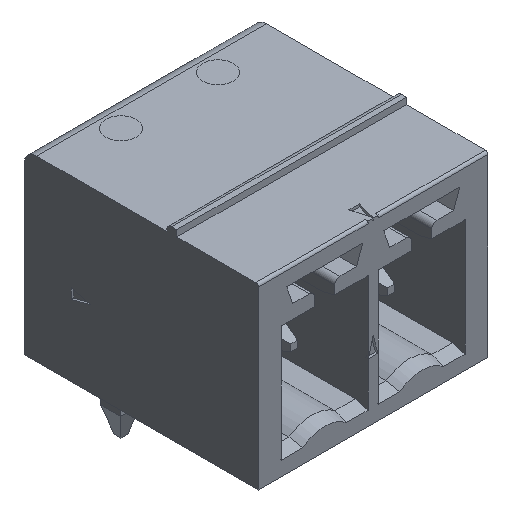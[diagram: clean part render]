
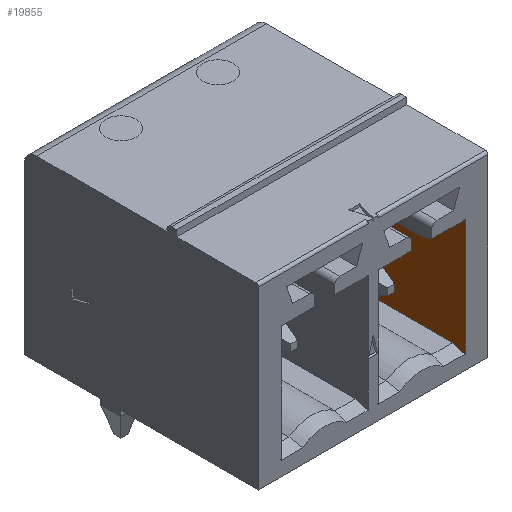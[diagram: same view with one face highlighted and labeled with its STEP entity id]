
A CAD part, isometric view. The second image highlights one B-rep face of the part: STEP entity #19855.
In plain terms, the highlighted planar face has unit normal (-1, 0, 0).
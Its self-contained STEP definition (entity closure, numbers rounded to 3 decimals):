
#249 = PLANE('',#250);
#250 = AXIS2_PLACEMENT_3D('',#251,#252,#253);
#251 = CARTESIAN_POINT('',(-1.905,-8.,0.27));
#252 = DIRECTION('',(0.,1.,0.));
#253 = DIRECTION('',(0.,0.,1.));
#677 = VERTEX_POINT('',#678);
#678 = CARTESIAN_POINT('',(3.61,-8.,5.154));
#692 = PLANE('',#693);
#693 = AXIS2_PLACEMENT_3D('',#694,#695,#696);
#694 = CARTESIAN_POINT('',(1.905,-7.5,5.02));
#695 = DIRECTION('',(0.,0.259,0.966));
#696 = DIRECTION('',(0.,-0.966,0.259)
  );
#704 = EDGE_CURVE('',#705,#677,#707,.T.);
#705 = VERTEX_POINT('',#706);
#706 = CARTESIAN_POINT('',(3.61,-8.,0.586));
#707 = SURFACE_CURVE('',#708,(#712,#719),.PCURVE_S1.);
#708 = LINE('',#709,#710);
#709 = CARTESIAN_POINT('',(3.61,-8.,0.02));
#710 = VECTOR('',#711,1.);
#711 = DIRECTION('',(0.,0.,1.));
#712 = PCURVE('',#249,#713);
#713 = DEFINITIONAL_REPRESENTATION('',(#714),#718);
#714 = LINE('',#715,#716);
#715 = CARTESIAN_POINT('',(-0.25,5.515));
#716 = VECTOR('',#717,1.);
#717 = DIRECTION('',(1.,0.));
#718 = ( GEOMETRIC_REPRESENTATION_CONTEXT(2) 
PARAMETRIC_REPRESENTATION_CONTEXT() REPRESENTATION_CONTEXT('2D SPACE',''
  ) );
#719 = PCURVE('',#720,#725);
#720 = PLANE('',#721);
#721 = AXIS2_PLACEMENT_3D('',#722,#723,#724);
#722 = CARTESIAN_POINT('',(3.61,1.2,0.02));
#723 = DIRECTION('',(-1.,0.,0.));
#724 = DIRECTION('',(0.,-1.,0.));
#725 = DEFINITIONAL_REPRESENTATION('',(#726),#730);
#726 = LINE('',#727,#728);
#727 = CARTESIAN_POINT('',(9.2,0.));
#728 = VECTOR('',#729,1.);
#729 = DIRECTION('',(0.,1.));
#730 = ( GEOMETRIC_REPRESENTATION_CONTEXT(2) 
PARAMETRIC_REPRESENTATION_CONTEXT() REPRESENTATION_CONTEXT('2D SPACE',''
  ) );
#746 = PLANE('',#747);
#747 = AXIS2_PLACEMENT_3D('',#748,#749,#750);
#748 = CARTESIAN_POINT('',(1.905,-8.488,0.455));
#749 = DIRECTION('',(0.,0.259,-0.966)
  );
#750 = DIRECTION('',(0.,0.966,0.259));
#18860 = PLANE('',#18861);
#18861 = AXIS2_PLACEMENT_3D('',#18862,#18863,#18864);
#18862 = CARTESIAN_POINT('',(1.905,-1.4,2.22));
#18863 = DIRECTION('',(0.,1.,0.));
#18864 = DIRECTION('',(0.,0.,1.));
#19587 = VERTEX_POINT('',#19588);
#19588 = CARTESIAN_POINT('',(3.61,-1.4,0.72));
#19602 = PLANE('',#19603);
#19603 = AXIS2_PLACEMENT_3D('',#19604,#19605,#19606);
#19604 = CARTESIAN_POINT('',(1.905,-7.5,0.72));
#19605 = DIRECTION('',(0.,0.,-1.));
#19606 = DIRECTION('',(0.,1.,0.));
#19614 = EDGE_CURVE('',#19615,#19587,#19617,.T.);
#19615 = VERTEX_POINT('',#19616);
#19616 = CARTESIAN_POINT('',(3.61,-1.4,5.02));
#19617 = SURFACE_CURVE('',#19618,(#19622,#19629),.PCURVE_S1.);
#19618 = LINE('',#19619,#19620);
#19619 = CARTESIAN_POINT('',(3.61,-1.4,2.22));
#19620 = VECTOR('',#19621,1.);
#19621 = DIRECTION('',(0.,0.,-1.));
#19622 = PCURVE('',#18860,#19623);
#19623 = DEFINITIONAL_REPRESENTATION('',(#19624),#19628);
#19624 = LINE('',#19625,#19626);
#19625 = CARTESIAN_POINT('',(0.,1.705));
#19626 = VECTOR('',#19627,1.);
#19627 = DIRECTION('',(-1.,-0.));
#19628 = ( GEOMETRIC_REPRESENTATION_CONTEXT(2) 
PARAMETRIC_REPRESENTATION_CONTEXT() REPRESENTATION_CONTEXT('2D SPACE',''
  ) );
#19629 = PCURVE('',#720,#19630);
#19630 = DEFINITIONAL_REPRESENTATION('',(#19631),#19635);
#19631 = LINE('',#19632,#19633);
#19632 = CARTESIAN_POINT('',(2.6,2.2));
#19633 = VECTOR('',#19634,1.);
#19634 = DIRECTION('',(0.,-1.));
#19635 = ( GEOMETRIC_REPRESENTATION_CONTEXT(2) 
PARAMETRIC_REPRESENTATION_CONTEXT() REPRESENTATION_CONTEXT('2D SPACE',''
  ) );
#19653 = PLANE('',#19654);
#19654 = AXIS2_PLACEMENT_3D('',#19655,#19656,#19657);
#19655 = CARTESIAN_POINT('',(1.905,-1.4,5.02));
#19656 = DIRECTION('',(0.,0.,1.));
#19657 = DIRECTION('',(0.,-1.,0.));
#19813 = VERTEX_POINT('',#19814);
#19814 = CARTESIAN_POINT('',(3.61,-7.5,5.02));
#19835 = EDGE_CURVE('',#677,#19813,#19836,.T.);
#19836 = SURFACE_CURVE('',#19837,(#19841,#19848),.PCURVE_S1.);
#19837 = LINE('',#19838,#19839);
#19838 = CARTESIAN_POINT('',(3.61,-8.,5.154));
#19839 = VECTOR('',#19840,1.);
#19840 = DIRECTION('',(0.,0.966,-0.259
    ));
#19841 = PCURVE('',#692,#19842);
#19842 = DEFINITIONAL_REPRESENTATION('',(#19843),#19847);
#19843 = LINE('',#19844,#19845);
#19844 = CARTESIAN_POINT('',(0.518,1.705));
#19845 = VECTOR('',#19846,1.);
#19846 = DIRECTION('',(-1.,-0.));
#19847 = ( GEOMETRIC_REPRESENTATION_CONTEXT(2) 
PARAMETRIC_REPRESENTATION_CONTEXT() REPRESENTATION_CONTEXT('2D SPACE',''
  ) );
#19848 = PCURVE('',#720,#19849);
#19849 = DEFINITIONAL_REPRESENTATION('',(#19850),#19854);
#19850 = LINE('',#19851,#19852);
#19851 = CARTESIAN_POINT('',(9.2,5.134));
#19852 = VECTOR('',#19853,1.);
#19853 = DIRECTION('',(-0.966,-0.259));
#19854 = ( GEOMETRIC_REPRESENTATION_CONTEXT(2) 
PARAMETRIC_REPRESENTATION_CONTEXT() REPRESENTATION_CONTEXT('2D SPACE',''
  ) );
#19855 = ADVANCED_FACE('',(#19856),#720,.T.);
#19856 = FACE_BOUND('',#19857,.T.);
#19857 = EDGE_LOOP('',(#19858,#19859,#19860,#19881,#19882,#19905));
#19858 = ORIENTED_EDGE('',*,*,#704,.T.);
#19859 = ORIENTED_EDGE('',*,*,#19835,.T.);
#19860 = ORIENTED_EDGE('',*,*,#19861,.T.);
#19861 = EDGE_CURVE('',#19813,#19615,#19862,.T.);
#19862 = SURFACE_CURVE('',#19863,(#19867,#19874),.PCURVE_S1.);
#19863 = LINE('',#19864,#19865);
#19864 = CARTESIAN_POINT('',(3.61,1.2,5.02));
#19865 = VECTOR('',#19866,1.);
#19866 = DIRECTION('',(0.,1.,0.));
#19867 = PCURVE('',#720,#19868);
#19868 = DEFINITIONAL_REPRESENTATION('',(#19869),#19873);
#19869 = LINE('',#19870,#19871);
#19870 = CARTESIAN_POINT('',(0.,5.));
#19871 = VECTOR('',#19872,1.);
#19872 = DIRECTION('',(-1.,0.));
#19873 = ( GEOMETRIC_REPRESENTATION_CONTEXT(2) 
PARAMETRIC_REPRESENTATION_CONTEXT() REPRESENTATION_CONTEXT('2D SPACE',''
  ) );
#19874 = PCURVE('',#19653,#19875);
#19875 = DEFINITIONAL_REPRESENTATION('',(#19876),#19880);
#19876 = LINE('',#19877,#19878);
#19877 = CARTESIAN_POINT('',(-2.6,1.705));
#19878 = VECTOR('',#19879,1.);
#19879 = DIRECTION('',(-1.,0.));
#19880 = ( GEOMETRIC_REPRESENTATION_CONTEXT(2) 
PARAMETRIC_REPRESENTATION_CONTEXT() REPRESENTATION_CONTEXT('2D SPACE',''
  ) );
#19881 = ORIENTED_EDGE('',*,*,#19614,.T.);
#19882 = ORIENTED_EDGE('',*,*,#19883,.T.);
#19883 = EDGE_CURVE('',#19587,#19884,#19886,.T.);
#19884 = VERTEX_POINT('',#19885);
#19885 = CARTESIAN_POINT('',(3.61,-7.5,0.72));
#19886 = SURFACE_CURVE('',#19887,(#19891,#19898),.PCURVE_S1.);
#19887 = LINE('',#19888,#19889);
#19888 = CARTESIAN_POINT('',(3.61,-1.4,0.72));
#19889 = VECTOR('',#19890,1.);
#19890 = DIRECTION('',(0.,-1.,0.));
#19891 = PCURVE('',#720,#19892);
#19892 = DEFINITIONAL_REPRESENTATION('',(#19893),#19897);
#19893 = LINE('',#19894,#19895);
#19894 = CARTESIAN_POINT('',(2.6,0.7));
#19895 = VECTOR('',#19896,1.);
#19896 = DIRECTION('',(1.,0.));
#19897 = ( GEOMETRIC_REPRESENTATION_CONTEXT(2) 
PARAMETRIC_REPRESENTATION_CONTEXT() REPRESENTATION_CONTEXT('2D SPACE',''
  ) );
#19898 = PCURVE('',#19602,#19899);
#19899 = DEFINITIONAL_REPRESENTATION('',(#19900),#19904);
#19900 = LINE('',#19901,#19902);
#19901 = CARTESIAN_POINT('',(6.1,1.705));
#19902 = VECTOR('',#19903,1.);
#19903 = DIRECTION('',(-1.,0.));
#19904 = ( GEOMETRIC_REPRESENTATION_CONTEXT(2) 
PARAMETRIC_REPRESENTATION_CONTEXT() REPRESENTATION_CONTEXT('2D SPACE',''
  ) );
#19905 = ORIENTED_EDGE('',*,*,#19906,.F.);
#19906 = EDGE_CURVE('',#705,#19884,#19907,.T.);
#19907 = SURFACE_CURVE('',#19908,(#19912,#19919),.PCURVE_S1.);
#19908 = LINE('',#19909,#19910);
#19909 = CARTESIAN_POINT('',(3.61,1.2,3.051));
#19910 = VECTOR('',#19911,1.);
#19911 = DIRECTION('',(0.,0.966,0.259)
  );
#19912 = PCURVE('',#720,#19913);
#19913 = DEFINITIONAL_REPRESENTATION('',(#19914),#19918);
#19914 = LINE('',#19915,#19916);
#19915 = CARTESIAN_POINT('',(0.,3.031));
#19916 = VECTOR('',#19917,1.);
#19917 = DIRECTION('',(-0.966,0.259));
#19918 = ( GEOMETRIC_REPRESENTATION_CONTEXT(2) 
PARAMETRIC_REPRESENTATION_CONTEXT() REPRESENTATION_CONTEXT('2D SPACE',''
  ) );
#19919 = PCURVE('',#746,#19920);
#19920 = DEFINITIONAL_REPRESENTATION('',(#19921),#19925);
#19921 = LINE('',#19922,#19923);
#19922 = CARTESIAN_POINT('',(10.029,1.705));
#19923 = VECTOR('',#19924,1.);
#19924 = DIRECTION('',(1.,0.));
#19925 = ( GEOMETRIC_REPRESENTATION_CONTEXT(2) 
PARAMETRIC_REPRESENTATION_CONTEXT() REPRESENTATION_CONTEXT('2D SPACE',''
  ) );
